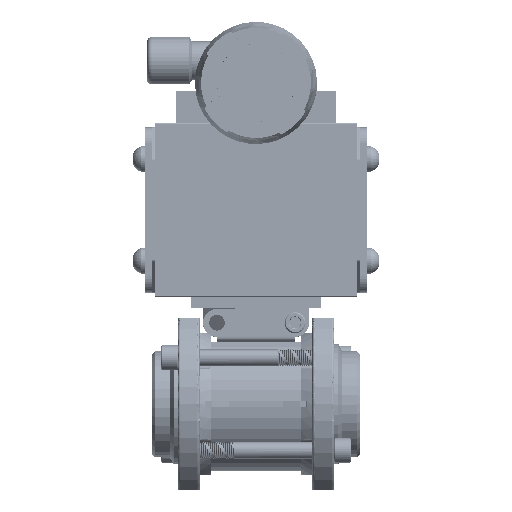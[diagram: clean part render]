
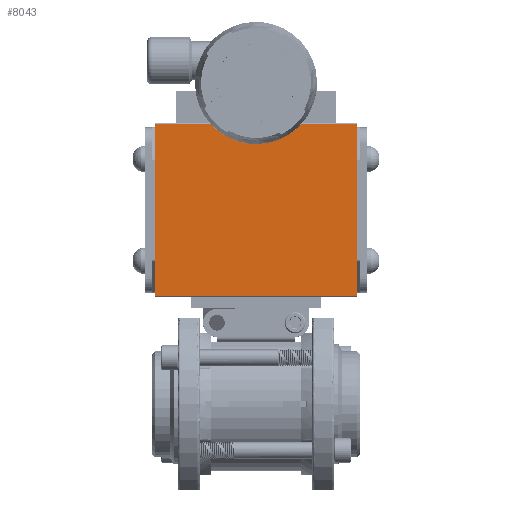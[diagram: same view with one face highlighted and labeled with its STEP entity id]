
A CAD part, top view. The second image highlights one B-rep face of the part: STEP entity #8043.
In plain terms, the highlighted planar face has unit normal (0, 0, 1).
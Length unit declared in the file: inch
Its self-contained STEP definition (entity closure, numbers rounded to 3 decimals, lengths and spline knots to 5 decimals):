
#2285 = AXIS2_PLACEMENT_3D ( 'NONE', #91153, #46029, #109294 ) ;
#2859 = DIRECTION ( 'NONE',  ( 0., -1., 0. ) ) ;
#2912 = DIRECTION ( 'NONE',  ( 0., 1., 0. ) ) ;
#3165 = VERTEX_POINT ( 'NONE', #96223 ) ;
#8043 = ADVANCED_FACE ( 'NONE', ( #47984 ), #37027, .F. ) ;
#8186 = CARTESIAN_POINT ( 'NONE',  ( -2.273, 6.283, 1.55 ) ) ;
#8552 = LINE ( 'NONE', #66459, #62632 ) ;
#27519 = EDGE_CURVE ( 'NONE', #95124, #76821, #58444, .T. ) ;
#27963 = VECTOR ( 'NONE', #2859, 39.37008 ) ;
#37027 = PLANE ( 'NONE',  #2285 ) ;
#40627 = VERTEX_POINT ( 'NONE', #110179 ) ;
#43764 = LINE ( 'NONE', #8186, #67938 ) ;
#46029 = DIRECTION ( 'NONE',  ( 0., 0., -1. ) ) ;
#47984 = FACE_OUTER_BOUND ( 'NONE', #87662, .T. ) ;
#49916 = ORIENTED_EDGE ( 'NONE', *, *, #52481, .T. ) ;
#51441 = ORIENTED_EDGE ( 'NONE', *, *, #27519, .T. ) ;
#52481 = EDGE_CURVE ( 'NONE', #76821, #40627, #8552, .T. ) ;
#53191 = DIRECTION ( 'NONE',  ( 1., 0., 0. ) ) ;
#58444 = LINE ( 'NONE', #98269, #109272 ) ;
#60777 = LINE ( 'NONE', #111375, #27963 ) ;
#62632 = VECTOR ( 'NONE', #2912, 39.37008 ) ;
#62654 = DIRECTION ( 'NONE',  ( -1., 0., 0. ) ) ;
#66459 = CARTESIAN_POINT ( 'NONE',  ( 2.253, 6.303, 1.55 ) ) ;
#66876 = CARTESIAN_POINT ( 'NONE',  ( 2.253, 2.423, 1.55 ) ) ;
#67938 = VECTOR ( 'NONE', #62654, 39.37008 ) ;
#76821 = VERTEX_POINT ( 'NONE', #66876 ) ;
#78230 = EDGE_CURVE ( 'NONE', #3165, #95124, #60777, .T. ) ;
#87177 = ORIENTED_EDGE ( 'NONE', *, *, #107309, .T. ) ;
#87662 = EDGE_LOOP ( 'NONE', ( #49916, #87177, #116864, #51441 ) ) ;
#91153 = CARTESIAN_POINT ( 'NONE',  ( -2.273, 6.303, 1.55 ) ) ;
#92790 = CARTESIAN_POINT ( 'NONE',  ( -2.253, 2.423, 1.55 ) ) ;
#95124 = VERTEX_POINT ( 'NONE', #92790 ) ;
#96223 = CARTESIAN_POINT ( 'NONE',  ( -2.253, 6.283, 1.55 ) ) ;
#98269 = CARTESIAN_POINT ( 'NONE',  ( -2.273, 2.423, 1.55 ) ) ;
#107309 = EDGE_CURVE ( 'NONE', #40627, #3165, #43764, .T. ) ;
#109272 = VECTOR ( 'NONE', #53191, 39.37008 ) ;
#109294 = DIRECTION ( 'NONE',  ( 0., -1., 0. ) ) ;
#110179 = CARTESIAN_POINT ( 'NONE',  ( 2.253, 6.283, 1.55 ) ) ;
#111375 = CARTESIAN_POINT ( 'NONE',  ( -2.253, 2.403, 1.55 ) ) ;
#116864 = ORIENTED_EDGE ( 'NONE', *, *, #78230, .T. ) ;
